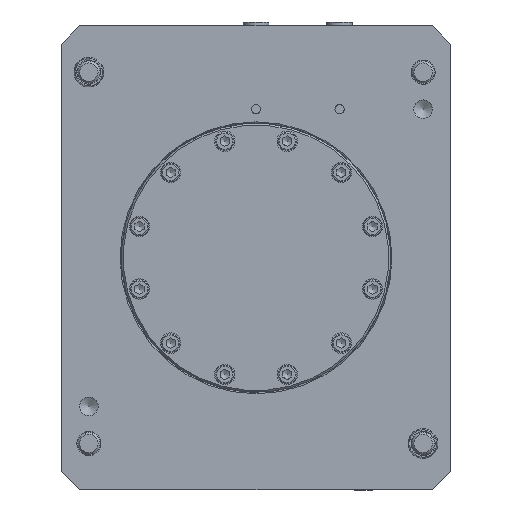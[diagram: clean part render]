
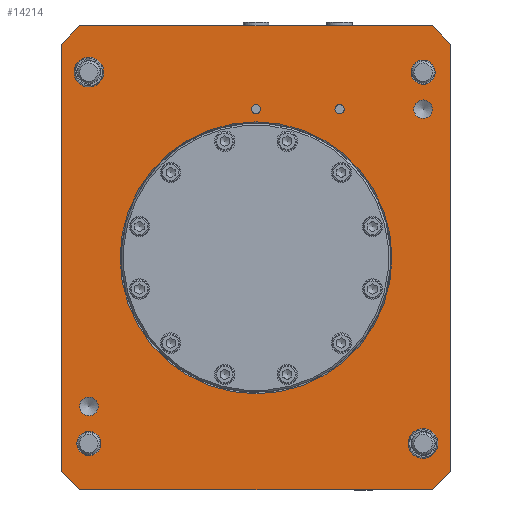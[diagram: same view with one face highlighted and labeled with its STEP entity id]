
A CAD part, front view. The second image highlights one B-rep face of the part: STEP entity #14214.
In plain terms, the highlighted planar face has unit normal (0, -1, 0).
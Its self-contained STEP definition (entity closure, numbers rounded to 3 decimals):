
#721=FACE_BOUND('',#2868,.T.);
#722=FACE_BOUND('',#2869,.T.);
#723=FACE_BOUND('',#2870,.T.);
#724=FACE_BOUND('',#2871,.T.);
#725=FACE_BOUND('',#2872,.T.);
#726=FACE_BOUND('',#2873,.T.);
#727=FACE_BOUND('',#2874,.T.);
#728=FACE_BOUND('',#2875,.T.);
#729=FACE_BOUND('',#2876,.T.);
#881=CIRCLE('',#14730,8.);
#888=CIRCLE('',#14745,8.);
#890=CIRCLE('',#14747,8.);
#891=CIRCLE('',#14749,8.);
#900=CIRCLE('',#14766,8.);
#1258=CIRCLE('',#15635,5.);
#1260=CIRCLE('',#15639,5.);
#1261=CIRCLE('',#15641,2.459);
#1264=CIRCLE('',#15649,2.459);
#1267=CIRCLE('',#15655,73.228);
#1268=CIRCLE('',#15657,6.5);
#1269=CIRCLE('',#15658,6.5);
#1979=FACE_OUTER_BOUND('',#2867,.T.);
#2867=EDGE_LOOP('',(#11652,#11653,#11654,#11655,#11656,#11657,#11658,#11659));
#2868=EDGE_LOOP('',(#11660));
#2869=EDGE_LOOP('',(#11661));
#2870=EDGE_LOOP('',(#11662));
#2871=EDGE_LOOP('',(#11663));
#2872=EDGE_LOOP('',(#11664,#11665));
#2873=EDGE_LOOP('',(#11666,#11667,#11668));
#2874=EDGE_LOOP('',(#11669));
#2875=EDGE_LOOP('',(#11670));
#2876=EDGE_LOOP('',(#11671));
#3151=LINE('',#20048,#4253);
#3188=LINE('',#20322,#4290);
#3727=LINE('',#22959,#4829);
#3929=LINE('',#23500,#5031);
#3945=LINE('',#23577,#5047);
#3946=LINE('',#23578,#5048);
#3947=LINE('',#23579,#5049);
#3948=LINE('',#23580,#5050);
#4253=VECTOR('',#16232,10.);
#4290=VECTOR('',#16387,10.);
#4829=VECTOR('',#18460,10.);
#5031=VECTOR('',#19002,10.);
#5047=VECTOR('',#19096,10.);
#5048=VECTOR('',#19097,10.);
#5049=VECTOR('',#19098,10.);
#5050=VECTOR('',#19099,10.);
#5353=VERTEX_POINT('',#20045);
#5354=VERTEX_POINT('',#20047);
#5435=VERTEX_POINT('',#20319);
#5436=VERTEX_POINT('',#20321);
#5488=VERTEX_POINT('',#20513);
#5489=VERTEX_POINT('',#20514);
#5502=VERTEX_POINT('',#20556);
#5504=VERTEX_POINT('',#20563);
#5505=VERTEX_POINT('',#20564);
#6133=VERTEX_POINT('',#22956);
#6134=VERTEX_POINT('',#22958);
#6301=VERTEX_POINT('',#23496);
#6303=VERTEX_POINT('',#23499);
#6315=VERTEX_POINT('',#23534);
#6318=VERTEX_POINT('',#23543);
#6319=VERTEX_POINT('',#23547);
#6322=VERTEX_POINT('',#23561);
#6325=VERTEX_POINT('',#23573);
#6326=VERTEX_POINT('',#23581);
#6327=VERTEX_POINT('',#23583);
#6677=EDGE_CURVE('',#5354,#5353,#3151,.T.);
#6778=EDGE_CURVE('',#5435,#5436,#3188,.T.);
#6847=EDGE_CURVE('',#5488,#5489,#881,.T.);
#6868=EDGE_CURVE('',#5502,#5488,#888,.T.);
#6871=EDGE_CURVE('',#5489,#5502,#890,.T.);
#6872=EDGE_CURVE('',#5504,#5505,#891,.T.);
#6896=EDGE_CURVE('',#5505,#5504,#900,.T.);
#7854=EDGE_CURVE('',#6133,#6134,#3727,.T.);
#8124=EDGE_CURVE('',#6303,#6301,#3929,.T.);
#8139=EDGE_CURVE('',#6315,#6315,#1258,.T.);
#8143=EDGE_CURVE('',#6318,#6318,#1260,.T.);
#8145=EDGE_CURVE('',#6319,#6319,#1261,.T.);
#8151=EDGE_CURVE('',#6322,#6322,#1264,.T.);
#8157=EDGE_CURVE('',#6325,#6325,#1267,.T.);
#8159=EDGE_CURVE('',#5354,#6301,#3945,.T.);
#8160=EDGE_CURVE('',#6134,#5353,#3946,.T.);
#8161=EDGE_CURVE('',#5436,#6133,#3947,.T.);
#8162=EDGE_CURVE('',#6303,#5435,#3948,.T.);
#8163=EDGE_CURVE('',#6326,#6326,#1268,.T.);
#8164=EDGE_CURVE('',#6327,#6327,#1269,.T.);
#11652=ORIENTED_EDGE('',*,*,#8159,.F.);
#11653=ORIENTED_EDGE('',*,*,#6677,.T.);
#11654=ORIENTED_EDGE('',*,*,#8160,.F.);
#11655=ORIENTED_EDGE('',*,*,#7854,.F.);
#11656=ORIENTED_EDGE('',*,*,#8161,.F.);
#11657=ORIENTED_EDGE('',*,*,#6778,.F.);
#11658=ORIENTED_EDGE('',*,*,#8162,.F.);
#11659=ORIENTED_EDGE('',*,*,#8124,.T.);
#11660=ORIENTED_EDGE('',*,*,#8139,.T.);
#11661=ORIENTED_EDGE('',*,*,#8143,.T.);
#11662=ORIENTED_EDGE('',*,*,#8145,.T.);
#11663=ORIENTED_EDGE('',*,*,#8151,.T.);
#11664=ORIENTED_EDGE('',*,*,#6872,.T.);
#11665=ORIENTED_EDGE('',*,*,#6896,.T.);
#11666=ORIENTED_EDGE('',*,*,#6847,.T.);
#11667=ORIENTED_EDGE('',*,*,#6871,.T.);
#11668=ORIENTED_EDGE('',*,*,#6868,.T.);
#11669=ORIENTED_EDGE('',*,*,#8163,.T.);
#11670=ORIENTED_EDGE('',*,*,#8164,.T.);
#11671=ORIENTED_EDGE('',*,*,#8157,.F.);
#12697=PLANE('',#15656);
#14214=ADVANCED_FACE('',(#1979,#721,#722,#723,#724,#725,#726,#727,#728,
#729),#12697,.T.);
#14730=AXIS2_PLACEMENT_3D('',#20515,#16510,#16511);
#14745=AXIS2_PLACEMENT_3D('',#20557,#16554,#16555);
#14747=AXIS2_PLACEMENT_3D('',#20561,#16559,#16560);
#14749=AXIS2_PLACEMENT_3D('',#20565,#16563,#16564);
#14766=AXIS2_PLACEMENT_3D('',#20611,#16612,#16613);
#15635=AXIS2_PLACEMENT_3D('',#23535,#19042,#19043);
#15639=AXIS2_PLACEMENT_3D('',#23544,#19052,#19053);
#15641=AXIS2_PLACEMENT_3D('',#23548,#19057,#19058);
#15649=AXIS2_PLACEMENT_3D('',#23562,#19076,#19077);
#15655=AXIS2_PLACEMENT_3D('',#23574,#19091,#19092);
#15656=AXIS2_PLACEMENT_3D('',#23576,#19094,#19095);
#15657=AXIS2_PLACEMENT_3D('',#23582,#19100,#19101);
#15658=AXIS2_PLACEMENT_3D('',#23584,#19102,#19103);
#16232=DIRECTION('',(1.,0.,0.));
#16387=DIRECTION('',(1.,0.,0.));
#16510=DIRECTION('center_axis',(0.,1.,0.));
#16511=DIRECTION('ref_axis',(-1.,0.,0.));
#16554=DIRECTION('center_axis',(0.,1.,0.));
#16555=DIRECTION('ref_axis',(-1.,0.,0.));
#16559=DIRECTION('center_axis',(0.,1.,0.));
#16560=DIRECTION('ref_axis',(-1.,0.,0.));
#16563=DIRECTION('center_axis',(0.,1.,0.));
#16564=DIRECTION('ref_axis',(-1.,0.,0.));
#16612=DIRECTION('center_axis',(0.,1.,0.));
#16613=DIRECTION('ref_axis',(-1.,0.,0.));
#18460=DIRECTION('',(0.,0.,-1.));
#19002=DIRECTION('',(0.,0.,-1.));
#19042=DIRECTION('center_axis',(0.,1.,0.));
#19043=DIRECTION('ref_axis',(-1.,0.,0.));
#19052=DIRECTION('center_axis',(0.,1.,0.));
#19053=DIRECTION('ref_axis',(-1.,0.,0.));
#19057=DIRECTION('center_axis',(0.,1.,0.));
#19058=DIRECTION('ref_axis',(-1.,0.,0.));
#19076=DIRECTION('center_axis',(0.,1.,0.));
#19077=DIRECTION('ref_axis',(-1.,0.,0.));
#19091=DIRECTION('center_axis',(0.,-1.,0.));
#19092=DIRECTION('ref_axis',(1.,0.,0.));
#19094=DIRECTION('center_axis',(0.,-1.,0.));
#19095=DIRECTION('ref_axis',(0.,0.,
1.));
#19096=DIRECTION('',(-0.707,0.,0.707));
#19097=DIRECTION('',(-0.707,0.,-0.707));
#19098=DIRECTION('',(0.707,0.,-0.707));
#19099=DIRECTION('',(0.707,0.,0.707));
#19100=DIRECTION('center_axis',(0.,1.,0.));
#19101=DIRECTION('ref_axis',(-1.,0.,0.));
#19102=DIRECTION('center_axis',(0.,1.,0.));
#19103=DIRECTION('ref_axis',(-1.,0.,0.));
#20045=CARTESIAN_POINT('',(94.339,0.491,-34.21));
#20047=CARTESIAN_POINT('',(-95.661,0.491,-34.21));
#20048=CARTESIAN_POINT('',(-105.661,0.491,-34.21));
#20319=CARTESIAN_POINT('',(-95.661,0.491,215.79));
#20321=CARTESIAN_POINT('',(94.339,0.491,215.79));
#20322=CARTESIAN_POINT('',(-105.661,0.491,215.79));
#20513=CARTESIAN_POINT('',(-82.724,0.491,189.788));
#20514=CARTESIAN_POINT('',(-82.724,0.491,191.793));
#20515=CARTESIAN_POINT('Origin',(-90.661,0.491,190.79));
#20556=CARTESIAN_POINT('',(-82.661,0.491,190.79));
#20557=CARTESIAN_POINT('Origin',(-90.661,0.491,190.79));
#20561=CARTESIAN_POINT('Origin',(-90.661,0.491,190.79));
#20563=CARTESIAN_POINT('',(88.882,0.491,-17.197));
#20564=CARTESIAN_POINT('',(90.883,0.491,-17.059));
#20565=CARTESIAN_POINT('Origin',(89.339,0.491,-9.21));
#20611=CARTESIAN_POINT('Origin',(89.339,0.491,-9.21));
#22956=CARTESIAN_POINT('',(104.339,0.491,205.79));
#22958=CARTESIAN_POINT('',(104.339,0.491,-24.21));
#22959=CARTESIAN_POINT('',(104.339,0.491,215.79));
#23496=CARTESIAN_POINT('',(-105.661,0.491,-24.21));
#23499=CARTESIAN_POINT('',(-105.661,0.491,205.79));
#23500=CARTESIAN_POINT('',(-105.661,0.491,215.79));
#23534=CARTESIAN_POINT('',(-85.661,0.491,10.79));
#23535=CARTESIAN_POINT('Origin',(-90.661,0.491,10.79));
#23543=CARTESIAN_POINT('',(94.339,0.491,170.79));
#23544=CARTESIAN_POINT('Origin',(89.339,0.491,170.79));
#23547=CARTESIAN_POINT('',(-43.203,0.491,10.79));
#23548=CARTESIAN_POINT('Origin',(-45.661,0.491,10.79));
#23561=CARTESIAN_POINT('',(1.797,0.491,10.79));
#23562=CARTESIAN_POINT('Origin',(-0.661,0.491,10.79));
#23573=CARTESIAN_POINT('',(-73.889,0.491,90.79));
#23574=CARTESIAN_POINT('Origin',(-0.661,0.491,90.79));
#23576=CARTESIAN_POINT('Origin',(-105.661,0.491,215.79));
#23577=CARTESIAN_POINT('',(-163.161,0.491,33.29));
#23578=CARTESIAN_POINT('',(109.339,0.491,-19.21));
#23579=CARTESIAN_POINT('',(46.839,0.491,263.29));
#23580=CARTESIAN_POINT('',(-100.661,0.491,210.79));
#23581=CARTESIAN_POINT('',(95.839,0.491,190.79));
#23582=CARTESIAN_POINT('Origin',(89.339,0.491,190.79));
#23583=CARTESIAN_POINT('',(-84.161,0.491,-9.21));
#23584=CARTESIAN_POINT('Origin',(-90.661,0.491,-9.21));
